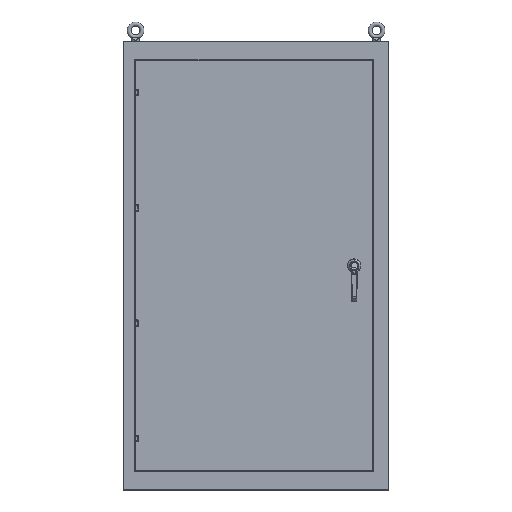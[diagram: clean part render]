
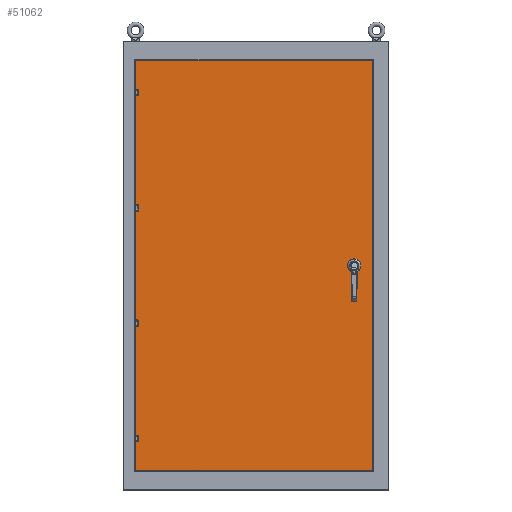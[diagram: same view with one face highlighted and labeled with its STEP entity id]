
A CAD part, top view. The second image highlights one B-rep face of the part: STEP entity #51062.
In plain terms, the highlighted planar face has unit normal (0, 0, 1).
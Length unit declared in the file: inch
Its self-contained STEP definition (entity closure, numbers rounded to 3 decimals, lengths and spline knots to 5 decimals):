
#8363 = FACE_OUTER_BOUND ( 'NONE', #196841, .T. ) ;
#13259 = EDGE_CURVE ( 'NONE', #112585, #217602, #197885, .T. ) ;
#14441 = ORIENTED_EDGE ( 'NONE', *, *, #157656, .T. ) ;
#30426 = DIRECTION ( 'NONE',  ( 1., 0., 0. ) ) ;
#38127 = VECTOR ( 'NONE', #81377, 39.37008 ) ;
#45386 = PLANE ( 'NONE',  #128626 ) ;
#45873 = VECTOR ( 'NONE', #64643, 39.37008 ) ;
#46462 = DIRECTION ( 'NONE',  ( -1., 0., 0. ) ) ;
#51062 = ADVANCED_FACE ( 'NONE', ( #58962, #8363 ), #45386, .F. ) ;
#51431 = AXIS2_PLACEMENT_3D ( 'NONE', #148707, #200387, #46462 ) ;
#58962 = FACE_BOUND ( 'NONE', #150950, .T. ) ;
#64643 = DIRECTION ( 'NONE',  ( -1., 0., 0. ) ) ;
#65622 = CARTESIAN_POINT ( 'NONE',  ( 17.7125, 0., 10.058 ) ) ;
#69266 = CIRCLE ( 'NONE', #51431, 0.43307 ) ;
#75819 = DIRECTION ( 'NONE',  ( -1., 0., 0. ) ) ;
#76959 = LINE ( 'NONE', #178120, #152983 ) ;
#81377 = DIRECTION ( 'NONE',  ( 0., 1., 0. ) ) ;
#84687 = LINE ( 'NONE', #65622, #38127 ) ;
#94483 = EDGE_CURVE ( 'NONE', #166012, #108755, #152244, .T. ) ;
#101996 = ORIENTED_EDGE ( 'NONE', *, *, #122020, .T. ) ;
#108755 = VERTEX_POINT ( 'NONE', #143407 ) ;
#112585 = VERTEX_POINT ( 'NONE', #169592 ) ;
#114678 = CARTESIAN_POINT ( 'NONE',  ( -0.2812, -31.15, 10.058 ) ) ;
#122020 = EDGE_CURVE ( 'NONE', #196066, #196066, #69266, .T. ) ;
#126740 = CARTESIAN_POINT ( 'NONE',  ( 17.7125, -31.15, 10.058 ) ) ;
#127535 = DIRECTION ( 'NONE',  ( 0., -1., 0. ) ) ;
#128588 = CARTESIAN_POINT ( 'NONE',  ( 14.47077, 0., 10.058 ) ) ;
#128626 = AXIS2_PLACEMENT_3D ( 'NONE', #214007, #162307, #75819 ) ;
#143407 = CARTESIAN_POINT ( 'NONE',  ( -18.2749, 31.15, 10.058 ) ) ;
#148707 = CARTESIAN_POINT ( 'NONE',  ( 14.90384, 0., 10.058 ) ) ;
#150950 = EDGE_LOOP ( 'NONE', ( #101996 ) ) ;
#152244 = LINE ( 'NONE', #218605, #45873 ) ;
#152983 = VECTOR ( 'NONE', #127535, 39.37008 ) ;
#157656 = EDGE_CURVE ( 'NONE', #217602, #166012, #84687, .T. ) ;
#162307 = DIRECTION ( 'NONE',  ( 0., 0., -1. ) ) ;
#166012 = VERTEX_POINT ( 'NONE', #196025 ) ;
#168559 = ORIENTED_EDGE ( 'NONE', *, *, #13259, .T. ) ;
#169592 = CARTESIAN_POINT ( 'NONE',  ( -18.2749, -31.15, 10.058 ) ) ;
#175423 = ORIENTED_EDGE ( 'NONE', *, *, #203522, .T. ) ;
#178120 = CARTESIAN_POINT ( 'NONE',  ( -18.2749, 0., 10.058 ) ) ;
#196025 = CARTESIAN_POINT ( 'NONE',  ( 17.7125, 31.15, 10.058 ) ) ;
#196066 = VERTEX_POINT ( 'NONE', #128588 ) ;
#196841 = EDGE_LOOP ( 'NONE', ( #175423, #168559, #14441, #208212 ) ) ;
#197885 = LINE ( 'NONE', #114678, #215104 ) ;
#200387 = DIRECTION ( 'NONE',  ( 0., 0., -1. ) ) ;
#203522 = EDGE_CURVE ( 'NONE', #108755, #112585, #76959, .T. ) ;
#208212 = ORIENTED_EDGE ( 'NONE', *, *, #94483, .T. ) ;
#214007 = CARTESIAN_POINT ( 'NONE',  ( -0.2812, 0., 10.058 ) ) ;
#215104 = VECTOR ( 'NONE', #30426, 39.37008 ) ;
#217602 = VERTEX_POINT ( 'NONE', #126740 ) ;
#218605 = CARTESIAN_POINT ( 'NONE',  ( -0.2812, 31.15, 10.058 ) ) ;
